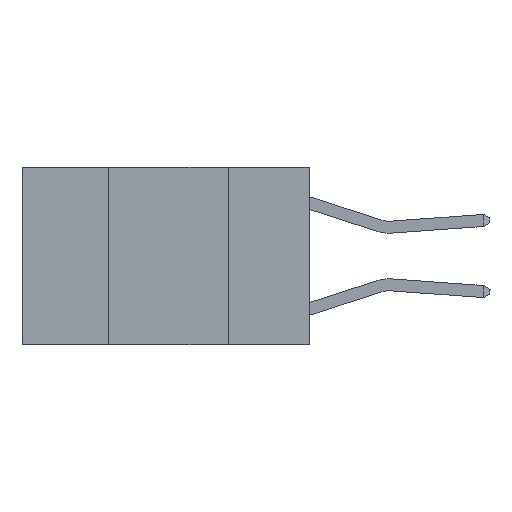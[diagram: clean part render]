
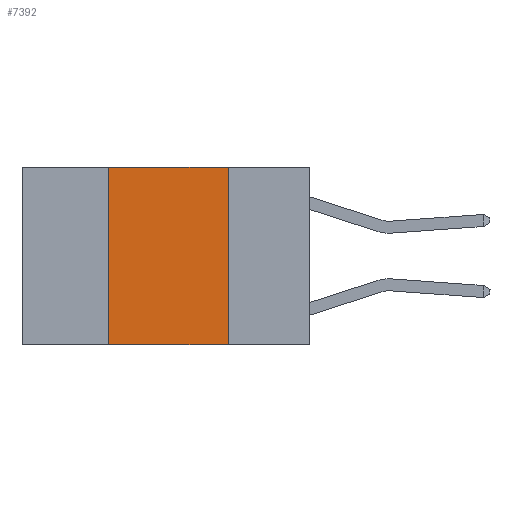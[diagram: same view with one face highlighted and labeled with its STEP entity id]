
A CAD part, left-side view. The second image highlights one B-rep face of the part: STEP entity #7392.
In plain terms, the highlighted planar face has unit normal (-1, 0, 0).
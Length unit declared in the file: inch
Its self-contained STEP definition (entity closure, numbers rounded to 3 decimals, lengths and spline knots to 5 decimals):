
#210 = ORIENTED_EDGE ( 'NONE', *, *, #11025, .T. ) ;
#558 = CARTESIAN_POINT ( 'NONE',  ( 0., 0.42, -0.37 ) ) ;
#659 = DIRECTION ( 'NONE',  ( 1., 0., 0. ) ) ;
#1365 = LINE ( 'NONE', #5584, #6565 ) ;
#3749 = EDGE_LOOP ( 'NONE', ( #6456, #5958, #16312, #210 ) ) ;
#4182 = DIRECTION ( 'NONE',  ( 0., 0., -1. ) ) ;
#4855 = VERTEX_POINT ( 'NONE', #558 ) ;
#5225 = DIRECTION ( 'NONE',  ( 0., 0., 1. ) ) ;
#5395 = VERTEX_POINT ( 'NONE', #6813 ) ;
#5584 = CARTESIAN_POINT ( 'NONE',  ( 0., 0.17, 0. ) ) ;
#5958 = ORIENTED_EDGE ( 'NONE', *, *, #11158, .F. ) ;
#6456 = ORIENTED_EDGE ( 'NONE', *, *, #16354, .F. ) ;
#6565 = VECTOR ( 'NONE', #4182, 39.37008 ) ;
#6813 = CARTESIAN_POINT ( 'NONE',  ( 0., 0.17, -0.37 ) ) ;
#6897 = CARTESIAN_POINT ( 'NONE',  ( 0., 0.6, 0. ) ) ;
#7159 = CARTESIAN_POINT ( 'NONE',  ( 0., 0.42, 0. ) ) ;
#7392 = ADVANCED_FACE ( 'NONE', ( #7872 ), #13562, .F. ) ;
#7872 = FACE_OUTER_BOUND ( 'NONE', #3749, .T. ) ;
#8127 = DIRECTION ( 'NONE',  ( 0., -1., 0. ) ) ;
#8437 = VECTOR ( 'NONE', #5225, 39.37008 ) ;
#9077 = CARTESIAN_POINT ( 'NONE',  ( 0., 0.17, 0. ) ) ;
#9631 = LINE ( 'NONE', #15132, #8437 ) ;
#9719 = VECTOR ( 'NONE', #8127, 39.37008 ) ;
#10484 = DIRECTION ( 'NONE',  ( 0., -1., 0. ) ) ;
#11025 = EDGE_CURVE ( 'NONE', #4855, #5395, #14696, .T. ) ;
#11158 = EDGE_CURVE ( 'NONE', #11264, #14109, #14002, .T. ) ;
#11264 = VERTEX_POINT ( 'NONE', #7159 ) ;
#12076 = DIRECTION ( 'NONE',  ( 0., 0., -1. ) ) ;
#12159 = CARTESIAN_POINT ( 'NONE',  ( 0., 0.6, 0. ) ) ;
#12901 = EDGE_CURVE ( 'NONE', #4855, #11264, #9631, .T. ) ;
#13562 = PLANE ( 'NONE',  #17453 ) ;
#14002 = LINE ( 'NONE', #6897, #9719 ) ;
#14109 = VERTEX_POINT ( 'NONE', #9077 ) ;
#14501 = CARTESIAN_POINT ( 'NONE',  ( 0., 0.6, -0.37 ) ) ;
#14696 = LINE ( 'NONE', #14501, #16239 ) ;
#15132 = CARTESIAN_POINT ( 'NONE',  ( 0., 0.42, 0. ) ) ;
#16239 = VECTOR ( 'NONE', #10484, 39.37008 ) ;
#16312 = ORIENTED_EDGE ( 'NONE', *, *, #12901, .F. ) ;
#16354 = EDGE_CURVE ( 'NONE', #14109, #5395, #1365, .T. ) ;
#17453 = AXIS2_PLACEMENT_3D ( 'NONE', #12159, #659, #12076 ) ;
